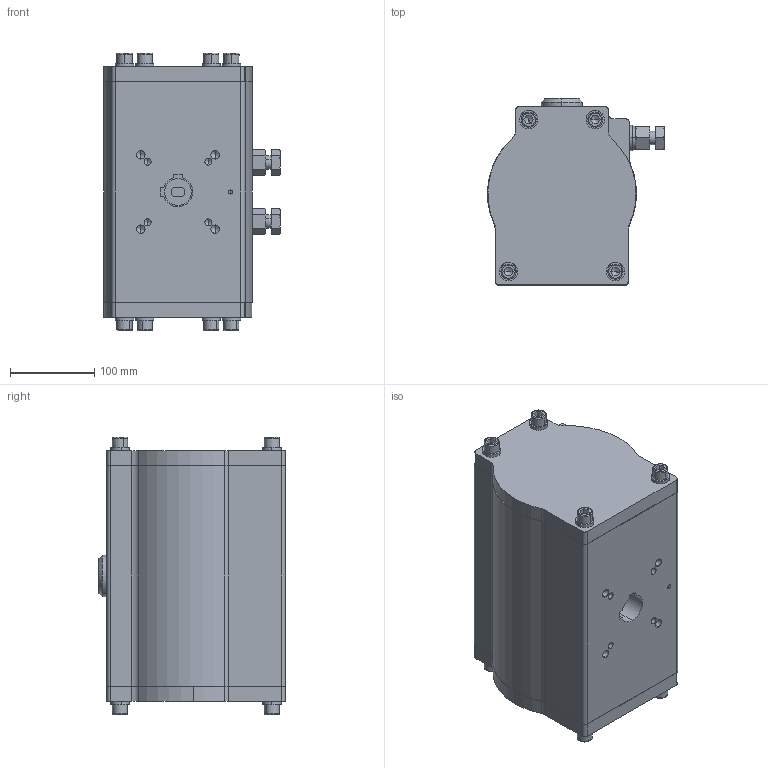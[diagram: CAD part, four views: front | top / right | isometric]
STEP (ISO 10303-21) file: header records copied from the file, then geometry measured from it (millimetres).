
FILE_DESCRIPTION (( 'STEP AP214' ), '1' );
FILE_NAME ('F89E-052-DA.STP', '2016-12-13T08:40:42', ( '' ), ( '' ), 'SwSTEP 2.0', 'SolidWorks 2014', '' );
FILE_SCHEMA (( 'AUTOMOTIVE_DESIGN' ));
Length unit declared in the file: millimetre
Products named in the file (1): F89E-052-DA
Bounding box: 210.16 x 222 x 329.68 mm (x, y, z)
Volume: 9779202.9 mm3; surface area: 333053 mm2
Topology: 2 solids, 2 shells, 468 faces, 1226 edges, 747 vertices
Faces by surface type: plane 170, cylinder 160, cone 110, bspline 28
Entity records: 20595 total; most frequent: CARTESIAN_POINT 4406, ORIENTED_EDGE 2328, DIRECTION 2296, EDGE_CURVE 1164, AXIS2_PLACEMENT_3D 897, VERTEX_POINT 747, EDGE_LOOP 521, LINE 502
